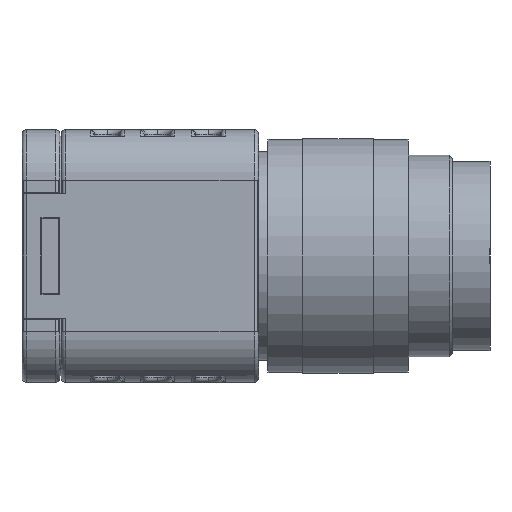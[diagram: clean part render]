
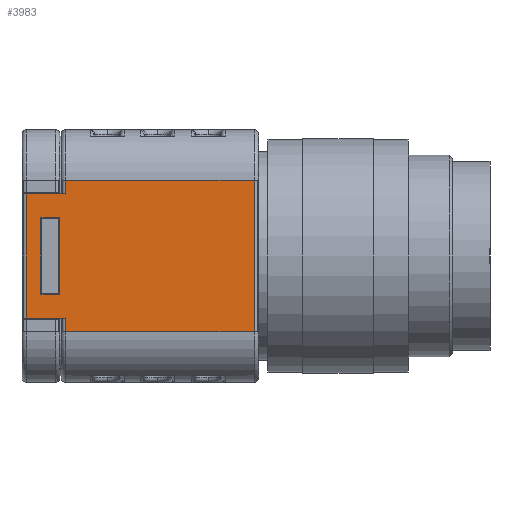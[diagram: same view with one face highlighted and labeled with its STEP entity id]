
A CAD part, left-side view. The second image highlights one B-rep face of the part: STEP entity #3983.
In plain terms, the highlighted planar face has unit normal (-1, 0, 0).
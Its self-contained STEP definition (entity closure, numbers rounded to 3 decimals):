
#2042=CARTESIAN_POINT('',(-10.0,0.35,6.0));
#2043=VERTEX_POINT('',#2042);
#2051=CARTESIAN_POINT('',(-10.0,0.35,-6.0));
#2052=VERTEX_POINT('',#2051);
#2053=CARTESIAN_POINT('',(-10.0,0.35,6.0));
#2054=DIRECTION('',(0.0,0.0,-1.0));
#2055=VECTOR('',#2054,12.0);
#2056=LINE('',#2053,#2055);
#2057=EDGE_CURVE('',#2043,#2052,#2056,.T.);
#2996=CARTESIAN_POINT('',(-10.0,18.4,-4.95));
#2997=VERTEX_POINT('',#2996);
#3005=CARTESIAN_POINT('',(-10.0,18.4,4.95));
#3006=VERTEX_POINT('',#3005);
#3007=CARTESIAN_POINT('',(-10.0,18.4,-4.95));
#3008=DIRECTION('',(0.0,0.0,1.0));
#3009=VECTOR('',#3008,9.9);
#3010=LINE('',#3007,#3009);
#3011=EDGE_CURVE('',#2997,#3006,#3010,.T.);
#3861=CARTESIAN_POINT('',(-10.0,15.3,4.95));
#3862=VERTEX_POINT('',#3861);
#3863=CARTESIAN_POINT('',(-10.0,18.4,4.95));
#3864=DIRECTION('',(0.0,-1.0,0.0));
#3865=VECTOR('',#3864,3.1);
#3866=LINE('',#3863,#3865);
#3867=EDGE_CURVE('',#3006,#3862,#3866,.T.);
#3903=CARTESIAN_POINT('',(-10.0,0.0,6.0));
#3904=DIRECTION('',(-1.0,0.0,0.0));
#3905=DIRECTION('',(0.0,0.0,1.0));
#3906=AXIS2_PLACEMENT_3D('',#3903,#3904,#3905);
#3907=PLANE('',#3906);
#3908=ORIENTED_EDGE('',*,*,#3011,.F.);
#3909=CARTESIAN_POINT('',(-10.0,15.3,-4.95));
#3910=VERTEX_POINT('',#3909);
#3911=CARTESIAN_POINT('',(-10.0,15.3,-4.95));
#3912=DIRECTION('',(0.0,1.0,0.0));
#3913=VECTOR('',#3912,3.1);
#3914=LINE('',#3911,#3913);
#3915=EDGE_CURVE('',#3910,#2997,#3914,.T.);
#3916=ORIENTED_EDGE('',*,*,#3915,.F.);
#3917=CARTESIAN_POINT('',(-10.0,15.3,-6.0));
#3918=VERTEX_POINT('',#3917);
#3919=CARTESIAN_POINT('',(-10.0,15.3,-6.0));
#3920=DIRECTION('',(0.0,0.0,1.0));
#3921=VECTOR('',#3920,1.05);
#3922=LINE('',#3919,#3921);
#3923=EDGE_CURVE('',#3918,#3910,#3922,.T.);
#3924=ORIENTED_EDGE('',*,*,#3923,.F.);
#3925=CARTESIAN_POINT('',(-10.0,0.35,-6.0));
#3926=DIRECTION('',(0.0,1.0,0.0));
#3927=VECTOR('',#3926,14.95);
#3928=LINE('',#3925,#3927);
#3929=EDGE_CURVE('',#2052,#3918,#3928,.T.);
#3930=ORIENTED_EDGE('',*,*,#3929,.F.);
#3931=ORIENTED_EDGE('',*,*,#2057,.F.);
#3932=CARTESIAN_POINT('',(-10.0,15.3,6.0));
#3933=VERTEX_POINT('',#3932);
#3934=CARTESIAN_POINT('',(-10.0,0.35,6.0));
#3935=DIRECTION('',(0.0,1.0,0.0));
#3936=VECTOR('',#3935,14.95);
#3937=LINE('',#3934,#3936);
#3938=EDGE_CURVE('',#2043,#3933,#3937,.T.);
#3939=ORIENTED_EDGE('',*,*,#3938,.T.);
#3940=CARTESIAN_POINT('',(-10.0,15.3,4.95));
#3941=DIRECTION('',(0.0,0.0,1.0));
#3942=VECTOR('',#3941,1.05);
#3943=LINE('',#3940,#3942);
#3944=EDGE_CURVE('',#3862,#3933,#3943,.T.);
#3945=ORIENTED_EDGE('',*,*,#3944,.F.);
#3946=ORIENTED_EDGE('',*,*,#3867,.F.);
#3947=EDGE_LOOP('',(#3908,#3916,#3924,#3930,#3931,#3939,#3945,#3946));
#3948=FACE_OUTER_BOUND('',#3947,.T.);
#3949=CARTESIAN_POINT('',(-10.0,15.75,3.05));
#3950=VERTEX_POINT('',#3949);
#3951=CARTESIAN_POINT('',(-10.0,15.75,-3.05));
#3952=VERTEX_POINT('',#3951);
#3953=CARTESIAN_POINT('',(-10.0,15.75,3.05));
#3954=DIRECTION('',(0.0,0.0,-1.0));
#3955=VECTOR('',#3954,6.1);
#3956=LINE('',#3953,#3955);
#3957=EDGE_CURVE('',#3950,#3952,#3956,.T.);
#3958=ORIENTED_EDGE('',*,*,#3957,.T.);
#3959=CARTESIAN_POINT('',(-10.0,17.25,-3.05));
#3960=VERTEX_POINT('',#3959);
#3961=CARTESIAN_POINT('',(-10.0,15.75,-3.05));
#3962=DIRECTION('',(0.0,1.0,0.0));
#3963=VECTOR('',#3962,1.5);
#3964=LINE('',#3961,#3963);
#3965=EDGE_CURVE('',#3952,#3960,#3964,.T.);
#3966=ORIENTED_EDGE('',*,*,#3965,.T.);
#3967=CARTESIAN_POINT('',(-10.0,17.25,3.05));
#3968=VERTEX_POINT('',#3967);
#3969=CARTESIAN_POINT('',(-10.0,17.25,-3.05));
#3970=DIRECTION('',(0.0,0.0,1.0));
#3971=VECTOR('',#3970,6.1);
#3972=LINE('',#3969,#3971);
#3973=EDGE_CURVE('',#3960,#3968,#3972,.T.);
#3974=ORIENTED_EDGE('',*,*,#3973,.T.);
#3975=CARTESIAN_POINT('',(-10.0,17.25,3.05));
#3976=DIRECTION('',(0.0,-1.0,0.0));
#3977=VECTOR('',#3976,1.5);
#3978=LINE('',#3975,#3977);
#3979=EDGE_CURVE('',#3968,#3950,#3978,.T.);
#3980=ORIENTED_EDGE('',*,*,#3979,.T.);
#3981=EDGE_LOOP('',(#3958,#3966,#3974,#3980));
#3982=FACE_BOUND('',#3981,.T.);
#3983=ADVANCED_FACE('',(#3948,#3982),#3907,.T.);
